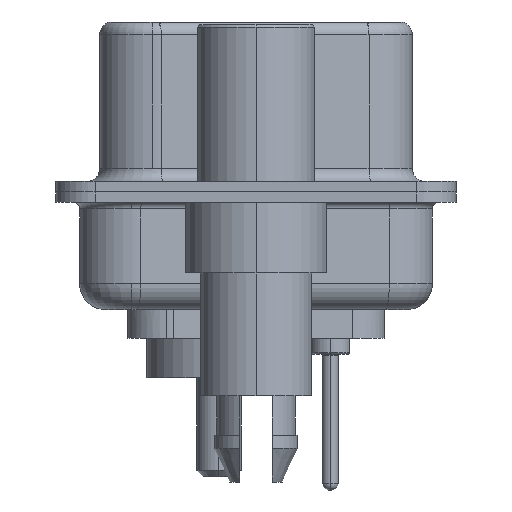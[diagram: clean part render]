
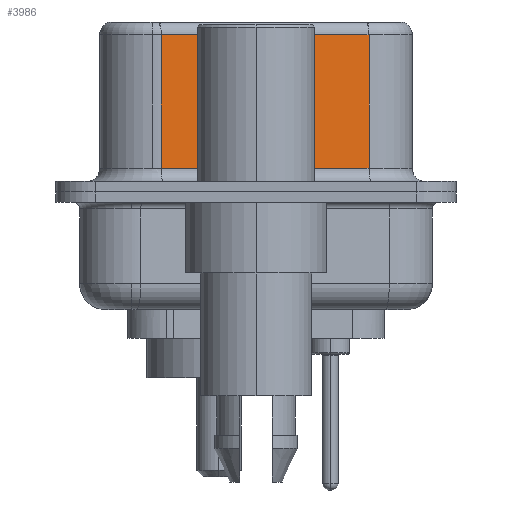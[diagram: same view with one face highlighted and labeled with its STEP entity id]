
A CAD part, left-side view. The second image highlights one B-rep face of the part: STEP entity #3986.
In plain terms, the highlighted planar face has unit normal (-0.985, -0.174, 0).
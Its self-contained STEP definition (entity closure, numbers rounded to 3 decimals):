
#157 = EDGE_CURVE ( 'NONE', #20045, #12557, #16409, .T. ) ;
#249 = CARTESIAN_POINT ( 'NONE',  ( 5.132, -4.322, 0.9 ) ) ;
#568 = ORIENTED_EDGE ( 'NONE', *, *, #15094, .T. ) ;
#748 = FACE_OUTER_BOUND ( 'NONE', #4823, .T. ) ;
#767 = CARTESIAN_POINT ( 'NONE',  ( 3.73, 3.628, 0.9 ) ) ;
#1456 = DIRECTION ( 'NONE',  ( 0., 0., -1. ) ) ;
#2312 = VERTEX_POINT ( 'NONE', #7977 ) ;
#3553 = PLANE ( 'NONE',  #8436 ) ;
#3986 = ADVANCED_FACE ( 'NONE', ( #748 ), #3553, .F. ) ;
#4823 = EDGE_LOOP ( 'NONE', ( #18488, #568, #10649, #8871 ) ) ;
#6246 = EDGE_CURVE ( 'NONE', #8977, #20045, #21247, .T. ) ;
#7419 = VECTOR ( 'NONE', #8170, 1000. ) ;
#7786 = CARTESIAN_POINT ( 'NONE',  ( 3.73, 3.628, 6.02 ) ) ;
#7977 = CARTESIAN_POINT ( 'NONE',  ( 5.132, -4.322, 6.02 ) ) ;
#8079 = VECTOR ( 'NONE', #17658, 1000. ) ;
#8170 = DIRECTION ( 'NONE',  ( 0., 0., -1. ) ) ;
#8436 = AXIS2_PLACEMENT_3D ( 'NONE', #9968, #10244, #10877 ) ;
#8871 = ORIENTED_EDGE ( 'NONE', *, *, #157, .T. ) ;
#8977 = VERTEX_POINT ( 'NONE', #7786 ) ;
#9726 = CARTESIAN_POINT ( 'NONE',  ( 5.132, -4.322, 6.52 ) ) ;
#9968 = CARTESIAN_POINT ( 'NONE',  ( 5.132, -4.322, 6.52 ) ) ;
#10244 = DIRECTION ( 'NONE',  ( 0.985, 0.174, 0. ) ) ;
#10649 = ORIENTED_EDGE ( 'NONE', *, *, #6246, .T. ) ;
#10877 = DIRECTION ( 'NONE',  ( -0.174, 0.985, 0. ) ) ;
#11500 = VECTOR ( 'NONE', #20998, 1000. ) ;
#12017 = EDGE_CURVE ( 'NONE', #2312, #12557, #18105, .T. ) ;
#12517 = LINE ( 'NONE', #20895, #8079 ) ;
#12557 = VERTEX_POINT ( 'NONE', #16149 ) ;
#15094 = EDGE_CURVE ( 'NONE', #2312, #8977, #12517, .T. ) ;
#16149 = CARTESIAN_POINT ( 'NONE',  ( 5.132, -4.322, 0.9 ) ) ;
#16409 = LINE ( 'NONE', #249, #11500 ) ;
#17564 = VECTOR ( 'NONE', #1456, 1000. ) ;
#17658 = DIRECTION ( 'NONE',  ( -0.174, 0.985, 0. ) ) ;
#18105 = LINE ( 'NONE', #9726, #17564 ) ;
#18488 = ORIENTED_EDGE ( 'NONE', *, *, #12017, .F. ) ;
#19832 = CARTESIAN_POINT ( 'NONE',  ( 3.73, 3.628, 6.52 ) ) ;
#20045 = VERTEX_POINT ( 'NONE', #767 ) ;
#20895 = CARTESIAN_POINT ( 'NONE',  ( 5.132, -4.322, 6.02 ) ) ;
#20998 = DIRECTION ( 'NONE',  ( 0.174, -0.985, 0. ) ) ;
#21247 = LINE ( 'NONE', #19832, #7419 ) ;
